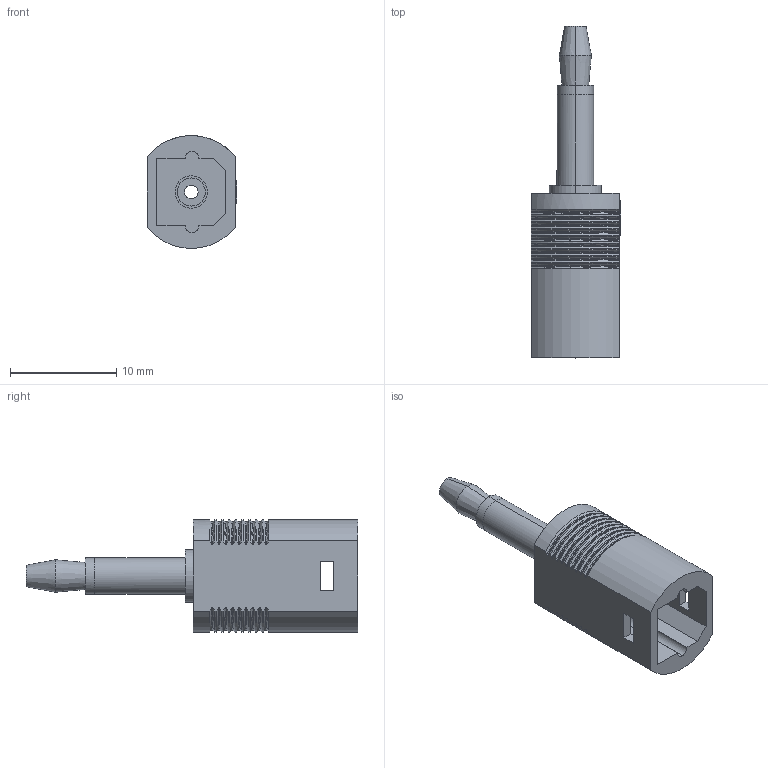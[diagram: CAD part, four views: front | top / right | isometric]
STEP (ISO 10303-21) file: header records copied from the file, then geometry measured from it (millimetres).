
FILE_DESCRIPTION (( 'STEP AP214' ), '1' );
FILE_NAME ('ADPT-TOSF-MINIM.STEP', '2006-08-25T19:18:11', ( 'L-COM' ), ( 'L-COM' ), 'SwSTEP 2.0', 'SolidWorks 2006052', '' );
FILE_SCHEMA (( 'AUTOMOTIVE_DESIGN' ));
Length unit declared in the file: inch
Products named in the file (1): ADPT-TOSF-MINIM
Bounding box: 8.41 x 31.24 x 10.62 mm (x, y, z)
Volume: 840.8 mm3; surface area: 1339.4 mm2
Topology: 1 solids, 1 shells, 191 faces, 515 edges, 333 vertices
Faces by surface type: cone 58, torus 54, cylinder 45, plane 34
Entity records: 6946 total; most frequent: CARTESIAN_POINT 1650, ORIENTED_EDGE 1030, DIRECTION 962, EDGE_CURVE 515, AXIS2_PLACEMENT_3D 401, VERTEX_POINT 333, CIRCLE 209, EDGE_LOOP 204
